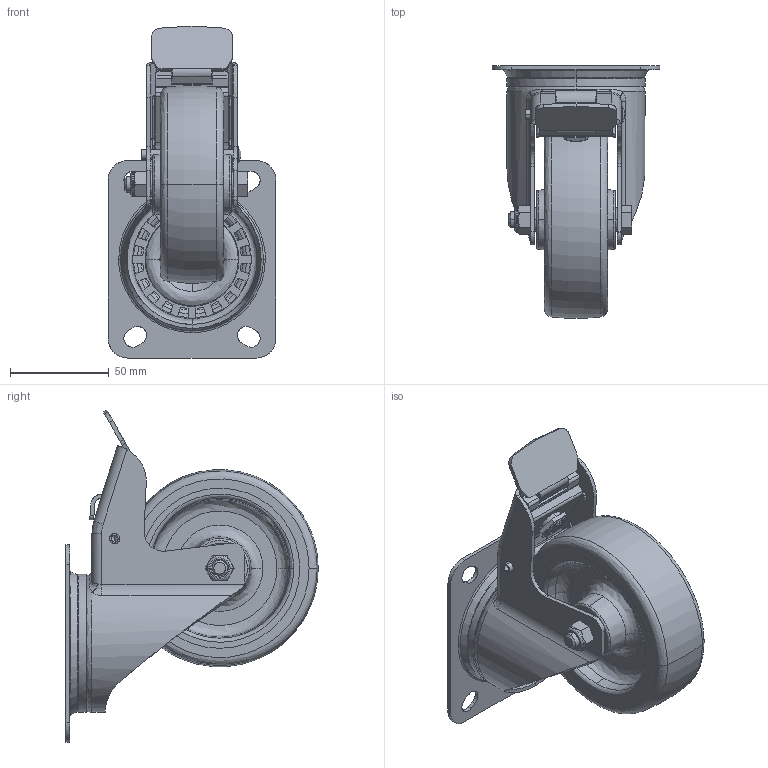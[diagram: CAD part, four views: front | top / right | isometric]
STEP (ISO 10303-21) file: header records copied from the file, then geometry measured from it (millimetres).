
FILE_DESCRIPTION (( 'STEP AP214' ), '1' );
FILE_NAME ('0056750.step', '2024-04-12T06:52:42', ( '' ), ( '' ), 'SwSTEP 2.0', 'SolidWorks 2020', '' );
FILE_SCHEMA (( 'AUTOMOTIVE_DESIGN' ));
Length unit declared in the file: millimetre
Products named in the file (1): 0056750
Bounding box: 85 x 127.91 x 168.13 mm (x, y, z)
Surface area: 108421.3 mm2 (no closed solid volume)
Topology: 0 solids, 5 shells, 941 faces, 2516 edges, 1612 vertices
Faces by surface type: plane 299, bspline 256, cylinder 252, cone 132, torus 2
Entity records: 51276 total; most frequent: CARTESIAN_POINT 30443, ORIENTED_EDGE 5015, DIRECTION 3090, EDGE_CURVE 2510, VERTEX_POINT 1612, B_SPLINE_CURVE_WITH_KNOTS 1248, AXIS2_PLACEMENT_3D 1182, EDGE_LOOP 1002
